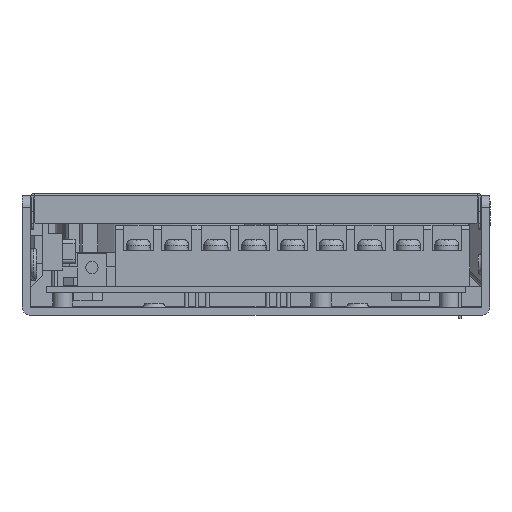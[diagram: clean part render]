
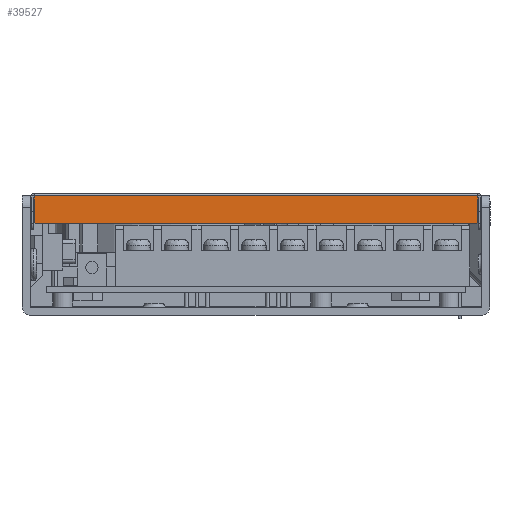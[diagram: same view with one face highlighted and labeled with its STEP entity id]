
A CAD part, left-side view. The second image highlights one B-rep face of the part: STEP entity #39527.
In plain terms, the highlighted planar face has unit normal (-1, 0, 0).
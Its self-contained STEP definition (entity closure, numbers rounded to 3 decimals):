
#35617=DIRECTION('',(0.,0.,1.));
#35618=VECTOR('',#35617,6.2);
#35619=CARTESIAN_POINT('',(63.078,175.242,24.6));
#35620=LINE('',#35619,#35618);
#35624=CARTESIAN_POINT('',(63.078,175.742,24.6));
#35625=DIRECTION('',(-1.,0.,0.));
#35626=DIRECTION('',(0.,0.,-1.));
#35627=AXIS2_PLACEMENT_3D('',#35624,#35625,#35626);
#35632=CARTESIAN_POINT('',(63.078,283.842,24.6));
#35633=DIRECTION('',(-1.,0.,0.));
#35634=DIRECTION('',(0.,1.,0.));
#35635=AXIS2_PLACEMENT_3D('',#35632,#35633,#35634);
#35640=DIRECTION('',(0.,0.,-1.));
#35641=VECTOR('',#35640,6.2);
#35642=CARTESIAN_POINT('',(63.078,284.342,30.8));
#35643=LINE('',#35642,#35641);
#35654=DIRECTION('',(0.,-1.,0.));
#35655=VECTOR('',#35654,109.1);
#35656=CARTESIAN_POINT('',(63.078,284.342,30.8));
#35657=LINE('',#35656,#35655);
#37873=DIRECTION('',(0.,1.,0.));
#37874=VECTOR('',#37873,108.1);
#37875=CARTESIAN_POINT('',(63.078,175.742,24.1));
#37876=LINE('',#37875,#37874);
#38592=CARTESIAN_POINT('',(63.078,175.742,24.1));
#38594=VERTEX_POINT('',#38592);
#38598=CARTESIAN_POINT('',(63.078,283.842,24.1));
#38599=VERTEX_POINT('',#38598);
#38770=CARTESIAN_POINT('',(63.078,175.242,24.6));
#38771=CARTESIAN_POINT('',(63.078,175.242,30.8));
#38772=VERTEX_POINT('',#38770);
#38773=VERTEX_POINT('',#38771);
#38774=CARTESIAN_POINT('',(63.078,284.342,30.8));
#38775=VERTEX_POINT('',#38774);
#38776=CARTESIAN_POINT('',(63.078,284.342,24.6));
#38777=VERTEX_POINT('',#38776);
#39512=CARTESIAN_POINT('',(63.078,283.742,226.275));
#39513=DIRECTION('',(-1.,0.,0.));
#39514=DIRECTION('',(0.,1.,0.));
#39515=AXIS2_PLACEMENT_3D('',#39512,#39513,#39514);
#39516=PLANE('',#39515);
#39518=ORIENTED_EDGE('',*,*,#39517,.T.);
#39519=ORIENTED_EDGE('',*,*,#39422,.F.);
#39520=ORIENTED_EDGE('',*,*,#39444,.F.);
#39522=ORIENTED_EDGE('',*,*,#39521,.T.);
#39523=ORIENTED_EDGE('',*,*,#39504,.F.);
#39524=ORIENTED_EDGE('',*,*,#39493,.F.);
#39525=EDGE_LOOP('',(#39518,#39519,#39520,#39522,#39523,#39524));
#39526=FACE_OUTER_BOUND('',#39525,.F.);
#35628=CIRCLE('',#35627,0.5);
#35636=CIRCLE('',#35635,0.5);
#39422=EDGE_CURVE('',#38772,#38773,#35620,.T.);
#39444=EDGE_CURVE('',#38594,#38772,#35628,.T.);
#39493=EDGE_CURVE('',#38775,#38777,#35643,.T.);
#39504=EDGE_CURVE('',#38777,#38599,#35636,.T.);
#39517=EDGE_CURVE('',#38775,#38773,#35657,.T.);
#39521=EDGE_CURVE('',#38594,#38599,#37876,.T.);
#39527=ADVANCED_FACE('',(#39526),#39516,.T.);
